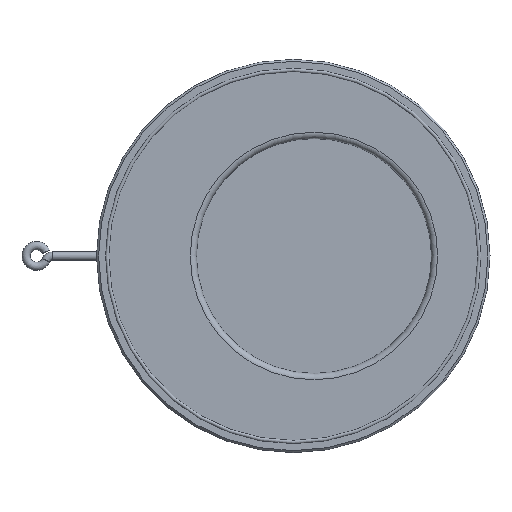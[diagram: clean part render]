
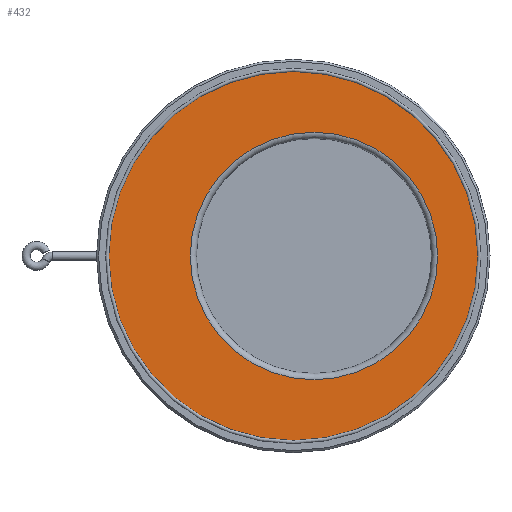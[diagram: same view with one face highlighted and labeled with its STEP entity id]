
A CAD part, left-side view. The second image highlights one B-rep face of the part: STEP entity #432.
In plain terms, the highlighted planar face has unit normal (-1, 0, 0).
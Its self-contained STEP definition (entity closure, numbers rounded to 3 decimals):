
#269=CARTESIAN_POINT('',(-16.0,178.22,0.0));
#270=VERTEX_POINT('',#269);
#271=CARTESIAN_POINT('',(-16.0,0.0,0.0));
#272=DIRECTION('',(1.0,0.0,0.0));
#273=DIRECTION('',(0.0,1.0,0.0));
#274=AXIS2_PLACEMENT_3D('',#271,#272,#273);
#275=CIRCLE('',#274,178.22);
#276=EDGE_CURVE('',#270,#270,#275,.T.);
#413=CARTESIAN_POINT('',(-16.0,89.11,0.0));
#414=DIRECTION('',(-1.0,0.0,0.0));
#415=DIRECTION('',(0.0,0.0,1.0));
#416=AXIS2_PLACEMENT_3D('',#413,#414,#415);
#417=PLANE('',#416);
#418=ORIENTED_EDGE('',*,*,#276,.F.);
#419=EDGE_LOOP('',(#418));
#420=FACE_OUTER_BOUND('',#419,.T.);
#421=CARTESIAN_POINT('',(-16.0,99.5,0.));
#422=VERTEX_POINT('',#421);
#423=CARTESIAN_POINT('',(-16.0,-20.0,0.0));
#424=DIRECTION('',(-1.0,0.0,0.0));
#425=DIRECTION('',(0.0,-1.0,0.0));
#426=AXIS2_PLACEMENT_3D('',#423,#424,#425);
#427=CIRCLE('',#426,119.5);
#428=EDGE_CURVE('',#422,#422,#427,.T.);
#429=ORIENTED_EDGE('',*,*,#428,.F.);
#430=EDGE_LOOP('',(#429));
#431=FACE_BOUND('',#430,.T.);
#432=ADVANCED_FACE('',(#420,#431),#417,.T.);
